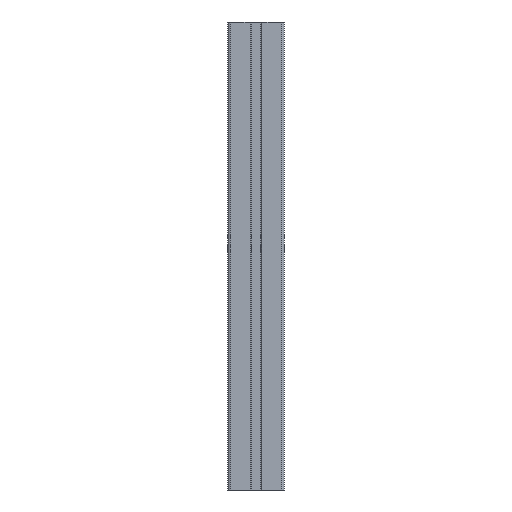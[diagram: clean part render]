
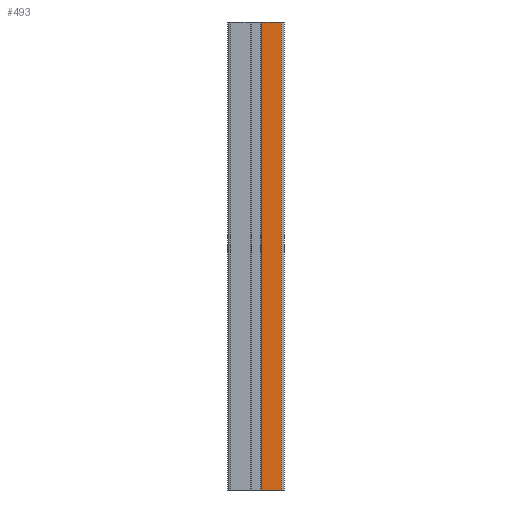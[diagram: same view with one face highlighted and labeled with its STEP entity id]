
A CAD part, left-side view. The second image highlights one B-rep face of the part: STEP entity #493.
In plain terms, the highlighted planar face has unit normal (-1, 0, 0).
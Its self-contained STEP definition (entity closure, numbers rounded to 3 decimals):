
#438 = ORIENTED_EDGE ( 'NONE', *, *, #475, .T. ) ;
#443 = ORIENTED_EDGE ( 'NONE', *, *, #4615, .F. ) ;
#473 = ORIENTED_EDGE ( 'NONE', *, *, #479, .F. ) ;
#475 = EDGE_CURVE ( 'NONE', #4968, #6666, #2052, .T. ) ;
#479 = EDGE_CURVE ( 'NONE', #4850, #7829, #2048, .T. ) ;
#483 = EDGE_LOOP ( 'NONE', ( #496, #473, #443, #438 ) ) ;
#493 = ADVANCED_FACE ( 'NONE', ( #2097 ), #2076, .F. ) ;
#496 = ORIENTED_EDGE ( 'NONE', *, *, #7891, .T. ) ;
#2045 = CARTESIAN_POINT ( 'NONE',  ( -9454.519, -7854.167, 500. ) ) ;
#2048 = LINE ( 'NONE', #2095, #2094 ) ;
#2052 = LINE ( 'NONE', #2045, #2105 ) ;
#2073 = CARTESIAN_POINT ( 'NONE',  ( -9454.519, -7854.167, 500. ) ) ;
#2074 = AXIS2_PLACEMENT_3D ( 'NONE', #2073, #2135, #2134 ) ;
#2076 = PLANE ( 'NONE',  #2074 ) ;
#2093 = DIRECTION ( 'NONE',  ( 0., 0., -1. ) ) ;
#2094 = VECTOR ( 'NONE', #2093, 1000. ) ;
#2095 = CARTESIAN_POINT ( 'NONE',  ( -9454.519, -7874.867, 500. ) ) ;
#2097 = FACE_OUTER_BOUND ( 'NONE', #483, .T. ) ;
#2104 = DIRECTION ( 'NONE',  ( 0., 0., -1. ) ) ;
#2105 = VECTOR ( 'NONE', #2104, 1000. ) ;
#2134 = DIRECTION ( 'NONE',  ( 0., 0., -1. ) ) ;
#2135 = DIRECTION ( 'NONE',  ( 1., 0., 0. ) ) ;
#3920 = DIRECTION ( 'NONE',  ( 0., -1., 0. ) ) ;
#3921 = VECTOR ( 'NONE', #3920, 1000. ) ;
#3924 = CARTESIAN_POINT ( 'NONE',  ( -9454.519, -7854.167, 500. ) ) ;
#3925 = LINE ( 'NONE', #3924, #3921 ) ;
#4615 = EDGE_CURVE ( 'NONE', #4968, #4850, #3925, .T. ) ;
#4850 = VERTEX_POINT ( 'NONE', #5206 ) ;
#4968 = VERTEX_POINT ( 'NONE', #5442 ) ;
#5206 = CARTESIAN_POINT ( 'NONE',  ( -9454.519, -7874.867, 500. ) ) ;
#5442 = CARTESIAN_POINT ( 'NONE',  ( -9454.519, -7854.167, 500. ) ) ;
#6225 = CARTESIAN_POINT ( 'NONE',  ( -9454.519, -7854.167, 0. ) ) ;
#6666 = VERTEX_POINT ( 'NONE', #6225 ) ;
#7151 = CARTESIAN_POINT ( 'NONE',  ( -9454.519, -7874.867, 0. ) ) ;
#7277 = DIRECTION ( 'NONE',  ( 0., -1., 0. ) ) ;
#7278 = VECTOR ( 'NONE', #7277, 1000. ) ;
#7279 = CARTESIAN_POINT ( 'NONE',  ( -9454.519, -7854.167, 0. ) ) ;
#7292 = LINE ( 'NONE', #7279, #7278 ) ;
#7829 = VERTEX_POINT ( 'NONE', #7151 ) ;
#7891 = EDGE_CURVE ( 'NONE', #6666, #7829, #7292, .T. ) ;
